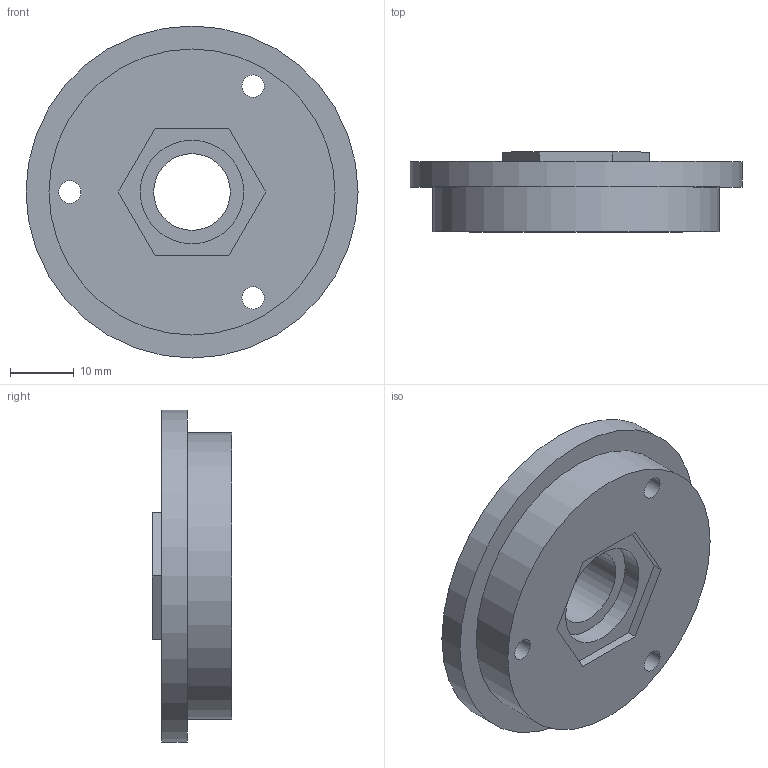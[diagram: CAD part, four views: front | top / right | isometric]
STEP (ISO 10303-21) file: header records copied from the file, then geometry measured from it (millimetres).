
FILE_DESCRIPTION(/* description */ ('STEP AP214'),/* implementation_level */ '2;1');
FILE_NAME(/* name */ '67f795f192f6fe7eedfba4b8',/* time_stamp */ '2025-04-10T09:57:06Z',/* author */ (''),/* organization */ (''),/* preprocessor_version */ 'ST-DEVELOPER v20',/* originating_system */ 'ONSHAPE BY PTC INC, 1.196',/* authorisation */ ' ');
FILE_SCHEMA (('AUTOMOTIVE_DESIGN {1 0 10303 214 3 1 1}'));
Length unit declared in the file: metre
Products named in the file (1): Planet_Carrier_Mid
Bounding box: 52 x 12.5 x 52 mm (x, y, z)
Volume: 17688.5 mm3; surface area: 6627.1 mm2
Topology: 1 solids, 1 shells, 25 faces, 57 edges, 38 vertices
Faces by surface type: plane 18, cylinder 7
Full cylindrical faces by diameter (mm): 3.5 x3, 12 x1, 16.2 x1, 44.8 x1, 52 x1
Entity records: 716 total; most frequent: DIRECTION 116, CARTESIAN_POINT 114, ORIENTED_EDGE 100, EDGE_CURVE 50, EDGE_LOOP 44, FACE_BOUND 44, AXIS2_PLACEMENT_3D 40, VERTEX_POINT 38
